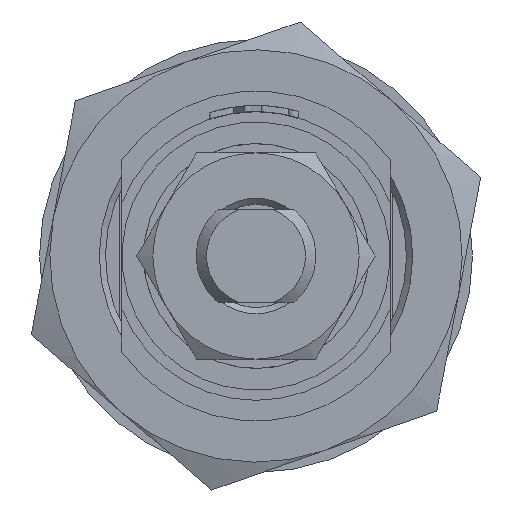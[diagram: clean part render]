
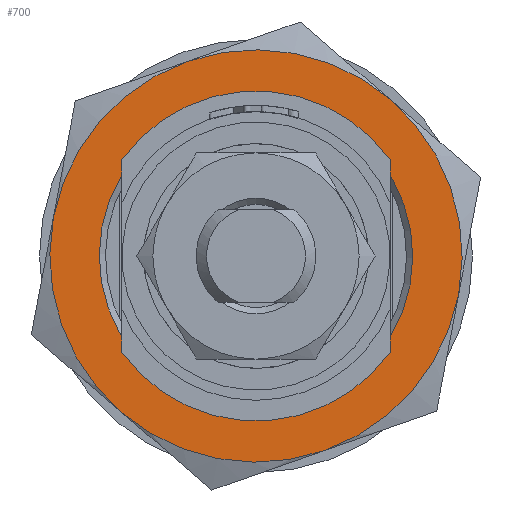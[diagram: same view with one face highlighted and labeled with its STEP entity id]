
A CAD part, front view. The second image highlights one B-rep face of the part: STEP entity #700.
In plain terms, the highlighted planar face has unit normal (0, -1, 0).
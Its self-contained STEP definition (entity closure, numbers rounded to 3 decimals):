
#700=ADVANCED_FACE('',(#1245,#1246),#1247,.T.);
#1245=FACE_BOUND('',#2887,.T.);
#1246=FACE_OUTER_BOUND('',#2888,.T.);
#1247=PLANE('',#2889);
#2887=EDGE_LOOP('',(#4892));
#2888=EDGE_LOOP('',(#4893,#4894,#4895,#4896,#4897,#4898));
#2889=AXIS2_PLACEMENT_3D('',#4899,#4900,#4901);
#4892=ORIENTED_EDGE('',*,*,#6565,.T.);
#4893=ORIENTED_EDGE('',*,*,#6588,.F.);
#4894=ORIENTED_EDGE('',*,*,#6594,.F.);
#4895=ORIENTED_EDGE('',*,*,#6596,.F.);
#4896=ORIENTED_EDGE('',*,*,#6598,.F.);
#4897=ORIENTED_EDGE('',*,*,#6599,.F.);
#4898=ORIENTED_EDGE('',*,*,#6591,.F.);
#4899=CARTESIAN_POINT('',(13.032,-11.3,15.172));
#4900=DIRECTION('',(0.,-1.0,0.));
#4901=DIRECTION('',(-0.331,0.,0.944));
#6565=EDGE_CURVE('',#7569,#7569,#7570,.F.);
#6588=EDGE_CURVE('',#7606,#7609,#7610,.F.);
#6591=EDGE_CURVE('',#7609,#7614,#7615,.F.);
#6594=EDGE_CURVE('',#7617,#7606,#7620,.F.);
#6596=EDGE_CURVE('',#7560,#7617,#7622,.F.);
#6598=EDGE_CURVE('',#7577,#7560,#7624,.T.);
#6599=EDGE_CURVE('',#7614,#7577,#7625,.F.);
#7560=VERTEX_POINT('',#10106);
#7569=VERTEX_POINT('',#10131);
#7570=CIRCLE('',#10132,7.6);
#7577=VERTEX_POINT('',#10140);
#7606=VERTEX_POINT('',#10223);
#7609=VERTEX_POINT('',#10231);
#7610=CIRCLE('',#10232,10.);
#7614=VERTEX_POINT('',#10246);
#7615=CIRCLE('',#10247,10.);
#7617=VERTEX_POINT('',#10254);
#7620=CIRCLE('',#10262,10.);
#7622=CIRCLE('',#10269,10.);
#7624=CIRCLE('',#10276,10.);
#7625=CIRCLE('',#10277,10.);
#10106=CARTESIAN_POINT('',(3.312,-11.3,-9.436));
#10131=CARTESIAN_POINT('',(-7.469,-11.3,1.406));
#10132=AXIS2_PLACEMENT_3D('',#12518,#12519,#12520);
#10140=CARTESIAN_POINT('',(9.827,-11.3,-1.85));
#10223=CARTESIAN_POINT('',(-9.827,-11.3,1.85));
#10231=CARTESIAN_POINT('',(-3.312,-11.3,9.436));
#10232=AXIS2_PLACEMENT_3D('',#12544,#12545,#12546);
#10246=CARTESIAN_POINT('',(6.516,-11.3,7.586));
#10247=AXIS2_PLACEMENT_3D('',#12547,#12548,#12549);
#10254=CARTESIAN_POINT('',(-6.516,-11.3,-7.586));
#10262=AXIS2_PLACEMENT_3D('',#12550,#12551,#12552);
#10269=AXIS2_PLACEMENT_3D('',#12553,#12554,#12555);
#10276=AXIS2_PLACEMENT_3D('',#12556,#12557,#12558);
#10277=AXIS2_PLACEMENT_3D('',#12559,#12560,#12561);
#12518=CARTESIAN_POINT('',(0.,-11.3,0.));
#12519=DIRECTION('',(0.,-1.0,0.));
#12520=DIRECTION('',(-0.983,0.,0.185));
#12544=CARTESIAN_POINT('',(0.,-11.3,0.));
#12545=DIRECTION('',(0.,-1.0,0.));
#12546=DIRECTION('',(-0.983,0.,0.185));
#12547=CARTESIAN_POINT('',(0.,-11.3,0.));
#12548=DIRECTION('',(0.,-1.0,0.));
#12549=DIRECTION('',(-0.983,0.,0.185));
#12550=CARTESIAN_POINT('',(0.,-11.3,0.));
#12551=DIRECTION('',(0.,-1.0,0.));
#12552=DIRECTION('',(-0.983,0.,0.185));
#12553=CARTESIAN_POINT('',(0.,-11.3,0.));
#12554=DIRECTION('',(0.,-1.0,0.));
#12555=DIRECTION('',(-0.983,0.,0.185));
#12556=CARTESIAN_POINT('',(0.,-11.3,0.));
#12557=DIRECTION('',(0.,1.0,0.));
#12558=DIRECTION('',(0.983,0.,-0.185));
#12559=CARTESIAN_POINT('',(0.,-11.3,0.));
#12560=DIRECTION('',(0.,-1.0,0.));
#12561=DIRECTION('',(-0.983,0.,0.185));
